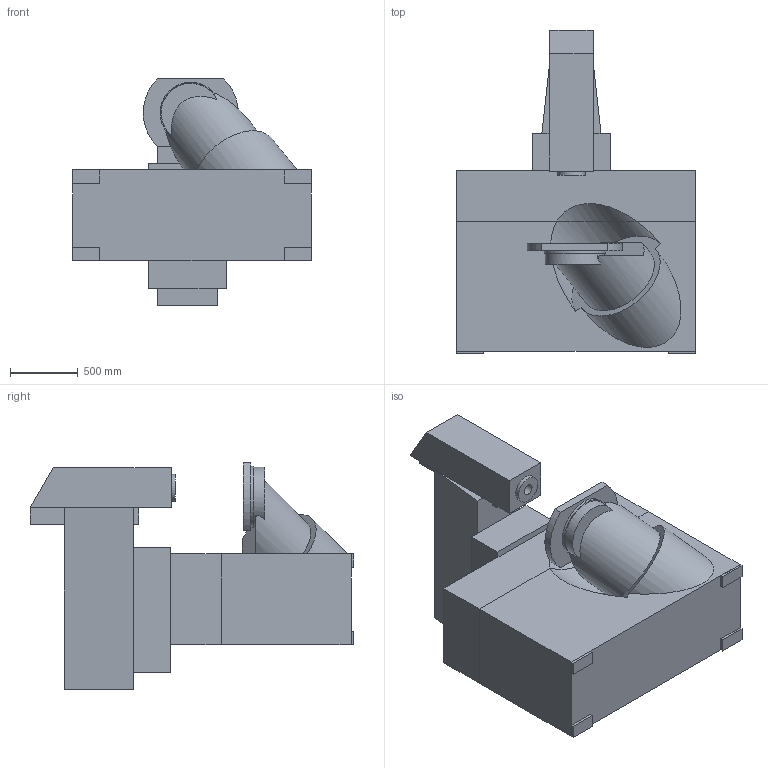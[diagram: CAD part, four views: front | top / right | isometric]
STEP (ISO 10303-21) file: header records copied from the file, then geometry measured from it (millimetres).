
FILE_DESCRIPTION(/* description */ (''),/* implementation_level */ '2;1');
FILE_NAME(/* name */ 'DMG50.stp',/* time_stamp */ '2011-02-23T16:53:12+01:00',/* author */ ('Mikael Hedlind'),/* organization */ ('KTH Production Engineering'),/* preprocessor_version */ 'KTH',/* originating_system */ 'SIEMENS PLM Software NX 7.5',/* authorization */ '');
FILE_SCHEMA(('AUTOMOTIVE_DESIGN'));
Length unit declared in the file: millimetre
Products named in the file (10): base_top; base_main; foot; Zaxis; Turntableaxis; Turntable; Yaxis; Xaxis; Base; DMG_DMU50
Assembly tree (12 placements, depth 3):
  DMG_DMU50
    Xaxis
    Yaxis
    Turntable
    Turntableaxis
    Zaxis
    Base
      foot  x4
      base_main
      base_top
Bounding box: 1760 x 2384.99 x 1667.83 mm (x, y, z)
Volume: 2171540458.1 mm3; surface area: 20497289.4 mm2
Topology: 11 solids, 11 shells, 89 faces, 190 edges, 126 vertices
Faces by surface type: plane 79, cylinder 10
Full cylindrical faces by diameter (mm): 80 x1, 200 x1, 434.7 x1, 450 x1, 600 x1
Entity records: 2759 total; most frequent: DIRECTION 363, CARTESIAN_POINT 347, ORIENTED_EDGE 294, EDGE_CURVE 147, AXIS2_PLACEMENT_3D 124, LINE 115, VECTOR 115, VERTEX_POINT 100
